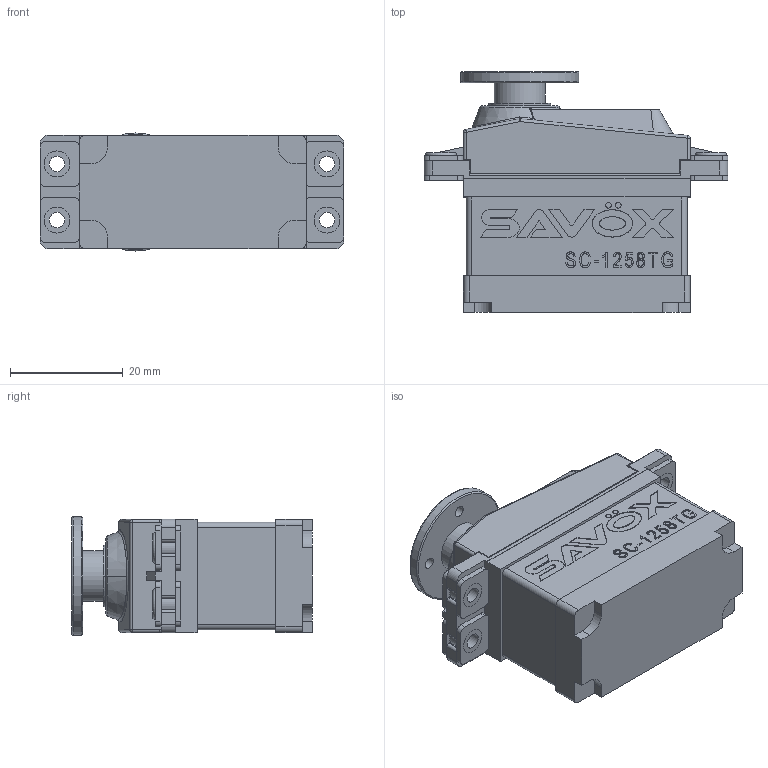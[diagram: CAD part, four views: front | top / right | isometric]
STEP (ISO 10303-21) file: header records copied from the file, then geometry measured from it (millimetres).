
FILE_DESCRIPTION(/* description */ (''),/* implementation_level */ '2;1');
FILE_NAME(/* name */ 'Savox SC-1258TG.step',/* time_stamp */ '2020-03-26T18:14:02+01:00',/* author */ (''),/* organization */ (''),/* preprocessor_version */ 'ST-DEVELOPER v18',/* originating_system */ 'Autodesk Translation Framework v8.12.0.6',/* authorisation */ '');
FILE_SCHEMA (('AUTOMOTIVE_DESIGN { 1 0 10303 214 3 1 1 }'));
Products named in the file (1): body v7_Savox SC-1258TG3
Bounding box: 54 x 42.8 x 21 mm (x, y, z)
Volume: 1273.4 mm3; surface area: 9190.8 mm2
Topology: 13 solids, 747 shells, 866 faces, 4426 edges, 4321 vertices
Faces by surface type: cylinder 428, plane 340, bspline 69, torus 17, sphere 6, cone 6
Full cylindrical faces by diameter (mm): 2 x4, 2.75 x4, 3 x1, 4.6 x12, 6 x2, 9 x1, 21 x1
Entity records: 61550 total; most frequent: CARTESIAN_POINT 24611, DIRECTION 7505, ORIENTED_EDGE 4731, EDGE_CURVE 4420, VERTEX_POINT 4321, AXIS2_PLACEMENT_3D 2614, LINE 2277, VECTOR 2277
